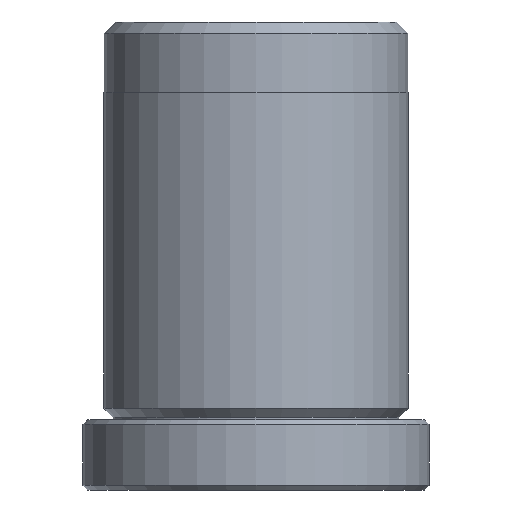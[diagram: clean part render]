
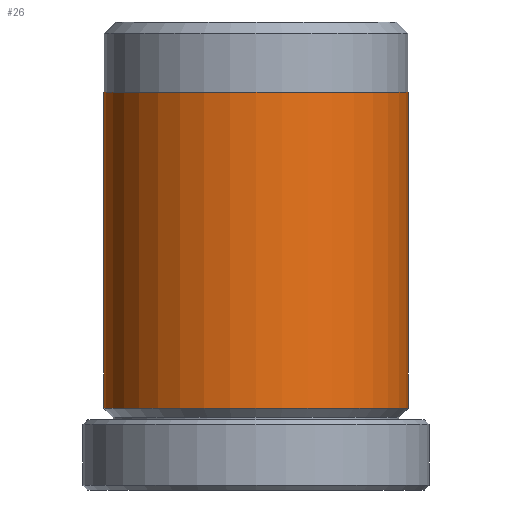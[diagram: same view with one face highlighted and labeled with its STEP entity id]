
A CAD part, front view. The second image highlights one B-rep face of the part: STEP entity #26.
In plain terms, the highlighted cylindrical face has radius 6.5 mm (diameter 13 mm), a partial arc.
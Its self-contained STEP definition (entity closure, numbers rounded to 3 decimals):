
#14 = CARTESIAN_POINT ( 'NONE',  ( 0., 0., 17. ) ) ;
#25 = FACE_OUTER_BOUND ( 'NONE', #96, .T. ) ;
#26 = ADVANCED_FACE ( 'NONE', ( #25 ), #874, .T. ) ;
#53 = CARTESIAN_POINT ( 'NONE',  ( -6.5, 0., 20. ) ) ;
#61 = VERTEX_POINT ( 'NONE', #1758 ) ;
#63 = EDGE_CURVE ( 'NONE', #353, #61, #818, .T. ) ;
#96 = EDGE_LOOP ( 'NONE', ( #566, #1305, #440, #1361 ) ) ;
#123 = VECTOR ( 'NONE', #1253, 1000. ) ;
#185 = AXIS2_PLACEMENT_3D ( 'NONE', #14, #1222, #189 ) ;
#189 = DIRECTION ( 'NONE',  ( 1., 0., 0. ) ) ;
#353 = VERTEX_POINT ( 'NONE', #556 ) ;
#379 = DIRECTION ( 'NONE',  ( 0., 0., -1. ) ) ;
#396 = CARTESIAN_POINT ( 'NONE',  ( 0., 0., 20. ) ) ;
#426 = EDGE_CURVE ( 'NONE', #61, #460, #1152, .T. ) ;
#434 = CARTESIAN_POINT ( 'NONE',  ( 0., 0., 3.5 ) ) ;
#440 = ORIENTED_EDGE ( 'NONE', *, *, #923, .T. ) ;
#460 = VERTEX_POINT ( 'NONE', #2167 ) ;
#556 = CARTESIAN_POINT ( 'NONE',  ( 6.5, 0., 17. ) ) ;
#566 = ORIENTED_EDGE ( 'NONE', *, *, #63, .F. ) ;
#578 = LINE ( 'NONE', #53, #123 ) ;
#592 = DIRECTION ( 'NONE',  ( -1., 0., 0. ) ) ;
#818 = LINE ( 'NONE', #1948, #2166 ) ;
#874 = CYLINDRICAL_SURFACE ( 'NONE', #1579, 6.5 ) ;
#923 = EDGE_CURVE ( 'NONE', #1215, #460, #578, .T. ) ;
#1065 = DIRECTION ( 'NONE',  ( -1., 0., 0. ) ) ;
#1152 = CIRCLE ( 'NONE', #2035, 6.5 ) ;
#1215 = VERTEX_POINT ( 'NONE', #1226 ) ;
#1222 = DIRECTION ( 'NONE',  ( 0., 0., 1. ) ) ;
#1226 = CARTESIAN_POINT ( 'NONE',  ( -6.5, 0., 17. ) ) ;
#1253 = DIRECTION ( 'NONE',  ( 0., 0., -1. ) ) ;
#1304 = DIRECTION ( 'NONE',  ( 0., 0., -1. ) ) ;
#1305 = ORIENTED_EDGE ( 'NONE', *, *, #1742, .F. ) ;
#1361 = ORIENTED_EDGE ( 'NONE', *, *, #426, .F. ) ;
#1572 = CIRCLE ( 'NONE', #185, 6.5 ) ;
#1579 = AXIS2_PLACEMENT_3D ( 'NONE', #396, #379, #1065 ) ;
#1652 = DIRECTION ( 'NONE',  ( 0., 0., -1. ) ) ;
#1742 = EDGE_CURVE ( 'NONE', #1215, #353, #1572, .T. ) ;
#1758 = CARTESIAN_POINT ( 'NONE',  ( 6.5, 0., 3.5 ) ) ;
#1948 = CARTESIAN_POINT ( 'NONE',  ( 6.5, 0., 20. ) ) ;
#2035 = AXIS2_PLACEMENT_3D ( 'NONE', #434, #1652, #592 ) ;
#2166 = VECTOR ( 'NONE', #1304, 1000. ) ;
#2167 = CARTESIAN_POINT ( 'NONE',  ( -6.5, 0., 3.5 ) ) ;
